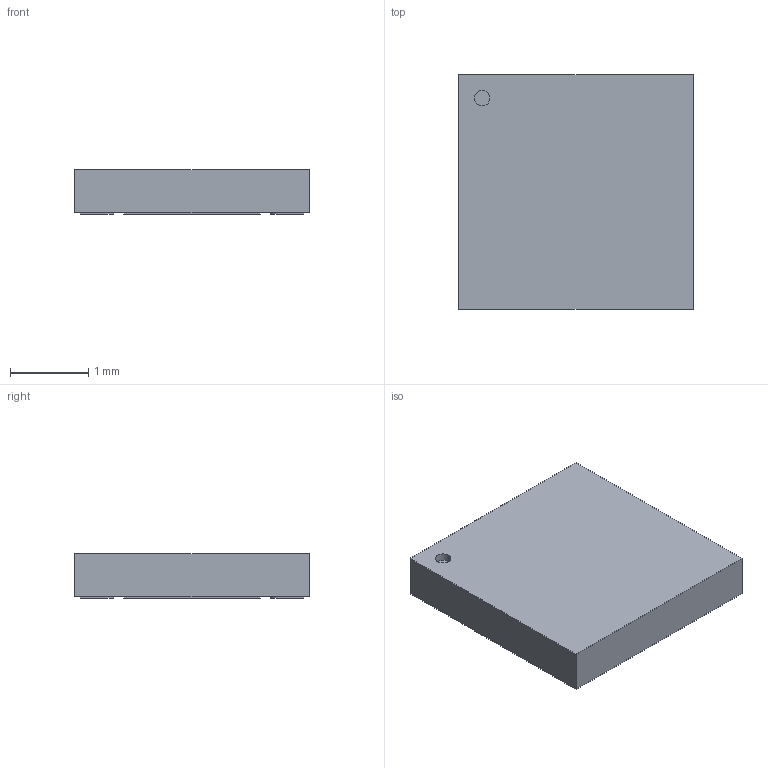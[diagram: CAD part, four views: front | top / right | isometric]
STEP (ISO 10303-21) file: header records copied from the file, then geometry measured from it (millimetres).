
FILE_DESCRIPTION (( 'STEP AP214' ), '1' );
FILE_NAME ('SI470X.STEP', '2015-08-14T21:11:49', ( '' ), ( '' ), 'SwSTEP 2.0', 'SolidWorks 2014', '' );
FILE_SCHEMA (( 'AUTOMOTIVE_DESIGN' ));
Length unit declared in the file: millimetre
Products named in the file (1): SI470X
Bounding box: 3 x 3 x 0.57 mm (x, y, z)
Volume: 5 mm3; surface area: 25.3 mm2
Topology: 1 solids, 1 shells, 119 faces, 285 edges, 190 vertices
Faces by surface type: plane 97, cylinder 22
Entity records: 3457 total; most frequent: CARTESIAN_POINT 595, ORIENTED_EDGE 570, DIRECTION 569, EDGE_CURVE 285, VECTOR 241, LINE 241, VERTEX_POINT 190, AXIS2_PLACEMENT_3D 164
